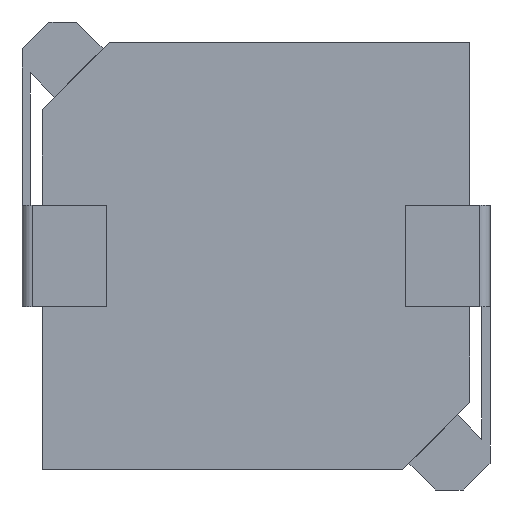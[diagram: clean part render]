
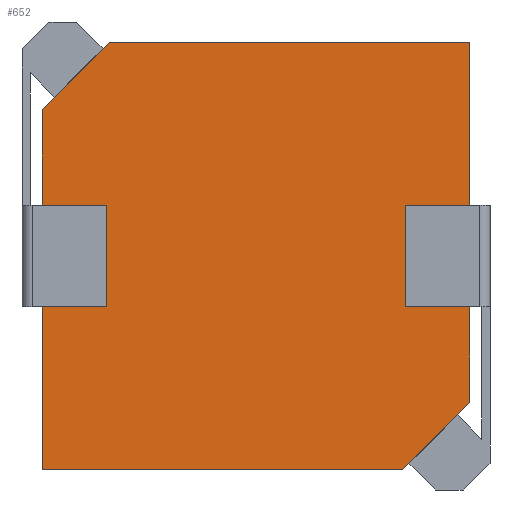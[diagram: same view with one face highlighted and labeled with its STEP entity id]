
A CAD part, front view. The second image highlights one B-rep face of the part: STEP entity #652.
In plain terms, the highlighted planar face has unit normal (0, -1, 0).
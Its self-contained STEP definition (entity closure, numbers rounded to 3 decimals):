
#1=DIRECTION('',(1.,0.,0.));
#2=VECTOR('',#1,1.9);
#3=CARTESIAN_POINT('',(-6.35,0.,1.5));
#4=LINE('',#3,#2);
#5=DIRECTION('',(0.,0.,1.));
#6=VECTOR('',#5,2.85);
#7=CARTESIAN_POINT('',(-6.35,0.,1.5));
#8=LINE('',#7,#6);
#9=DIRECTION('',(0.707,0.,0.707));
#10=VECTOR('',#9,2.828);
#11=CARTESIAN_POINT('',(-6.35,0.,4.35));
#12=LINE('',#11,#10);
#13=DIRECTION('',(1.,0.,0.));
#14=VECTOR('',#13,10.7);
#15=CARTESIAN_POINT('',(-4.35,0.,6.35));
#16=LINE('',#15,#14);
#17=DIRECTION('',(0.,0.,-1.));
#18=VECTOR('',#17,4.85);
#19=CARTESIAN_POINT('',(6.35,0.,6.35));
#20=LINE('',#19,#18);
#21=DIRECTION('',(-1.,0.,0.));
#22=VECTOR('',#21,1.9);
#23=CARTESIAN_POINT('',(6.35,0.,1.5));
#24=LINE('',#23,#22);
#25=DIRECTION('',(0.,0.,1.));
#26=VECTOR('',#25,3.);
#27=CARTESIAN_POINT('',(4.45,0.,-1.5));
#28=LINE('',#27,#26);
#29=DIRECTION('',(-1.,0.,0.));
#30=VECTOR('',#29,1.9);
#31=CARTESIAN_POINT('',(6.35,0.,-1.5));
#32=LINE('',#31,#30);
#33=DIRECTION('',(0.,0.,-1.));
#34=VECTOR('',#33,2.85);
#35=CARTESIAN_POINT('',(6.35,0.,-1.5));
#36=LINE('',#35,#34);
#37=DIRECTION('',(-0.707,0.,-0.707));
#38=VECTOR('',#37,2.828);
#39=CARTESIAN_POINT('',(6.35,0.,-4.35));
#40=LINE('',#39,#38);
#41=DIRECTION('',(-1.,0.,0.));
#42=VECTOR('',#41,10.7);
#43=CARTESIAN_POINT('',(4.35,0.,-6.35));
#44=LINE('',#43,#42);
#45=DIRECTION('',(0.,0.,1.));
#46=VECTOR('',#45,4.85);
#47=CARTESIAN_POINT('',(-6.35,0.,-6.35));
#48=LINE('',#47,#46);
#49=DIRECTION('',(1.,0.,0.));
#50=VECTOR('',#49,1.9);
#51=CARTESIAN_POINT('',(-6.35,0.,-1.5));
#52=LINE('',#51,#50);
#53=DIRECTION('',(0.,0.,-1.));
#54=VECTOR('',#53,3.);
#55=CARTESIAN_POINT('',(-4.45,0.,1.5));
#56=LINE('',#55,#54);
#473=CARTESIAN_POINT('',(-6.35,0.,1.5));
#474=CARTESIAN_POINT('',(-4.45,0.,1.5));
#475=VERTEX_POINT('',#473);
#476=VERTEX_POINT('',#474);
#477=CARTESIAN_POINT('',(-4.45,0.,-1.5));
#478=VERTEX_POINT('',#477);
#479=CARTESIAN_POINT('',(-6.35,0.,-1.5));
#480=VERTEX_POINT('',#479);
#481=CARTESIAN_POINT('',(6.35,0.,-1.5));
#482=CARTESIAN_POINT('',(4.45,0.,-1.5));
#483=VERTEX_POINT('',#481);
#484=VERTEX_POINT('',#482);
#485=CARTESIAN_POINT('',(4.45,0.,1.5));
#486=VERTEX_POINT('',#485);
#487=CARTESIAN_POINT('',(6.35,0.,1.5));
#488=VERTEX_POINT('',#487);
#489=CARTESIAN_POINT('',(-6.35,0.,4.35));
#490=CARTESIAN_POINT('',(-4.35,0.,6.35));
#491=VERTEX_POINT('',#489);
#492=VERTEX_POINT('',#490);
#493=CARTESIAN_POINT('',(6.35,0.,6.35));
#494=VERTEX_POINT('',#493);
#495=CARTESIAN_POINT('',(6.35,0.,-4.35));
#496=CARTESIAN_POINT('',(4.35,0.,-6.35));
#497=VERTEX_POINT('',#495);
#498=VERTEX_POINT('',#496);
#499=CARTESIAN_POINT('',(-6.35,0.,-6.35));
#500=VERTEX_POINT('',#499);
#617=CARTESIAN_POINT('',(0.,0.,0.));
#618=DIRECTION('',(0.,1.,0.));
#619=DIRECTION('',(1.,0.,0.));
#620=AXIS2_PLACEMENT_3D('',#617,#618,#619);
#621=PLANE('',#620);
#623=ORIENTED_EDGE('',*,*,#622,.F.);
#625=ORIENTED_EDGE('',*,*,#624,.T.);
#627=ORIENTED_EDGE('',*,*,#626,.T.);
#629=ORIENTED_EDGE('',*,*,#628,.T.);
#631=ORIENTED_EDGE('',*,*,#630,.T.);
#633=ORIENTED_EDGE('',*,*,#632,.T.);
#635=ORIENTED_EDGE('',*,*,#634,.F.);
#637=ORIENTED_EDGE('',*,*,#636,.F.);
#639=ORIENTED_EDGE('',*,*,#638,.T.);
#641=ORIENTED_EDGE('',*,*,#640,.T.);
#643=ORIENTED_EDGE('',*,*,#642,.T.);
#645=ORIENTED_EDGE('',*,*,#644,.T.);
#647=ORIENTED_EDGE('',*,*,#646,.T.);
#649=ORIENTED_EDGE('',*,*,#648,.F.);
#650=EDGE_LOOP('',(#623,#625,#627,#629,#631,#633,#635,#637,#639,#641,#643,#645,
#647,#649));
#651=FACE_OUTER_BOUND('',#650,.F.);
#622=EDGE_CURVE('',#475,#476,#4,.T.);
#624=EDGE_CURVE('',#475,#491,#8,.T.);
#626=EDGE_CURVE('',#491,#492,#12,.T.);
#628=EDGE_CURVE('',#492,#494,#16,.T.);
#630=EDGE_CURVE('',#494,#488,#20,.T.);
#632=EDGE_CURVE('',#488,#486,#24,.T.);
#634=EDGE_CURVE('',#484,#486,#28,.T.);
#636=EDGE_CURVE('',#483,#484,#32,.T.);
#638=EDGE_CURVE('',#483,#497,#36,.T.);
#640=EDGE_CURVE('',#497,#498,#40,.T.);
#642=EDGE_CURVE('',#498,#500,#44,.T.);
#644=EDGE_CURVE('',#500,#480,#48,.T.);
#646=EDGE_CURVE('',#480,#478,#52,.T.);
#648=EDGE_CURVE('',#476,#478,#56,.T.);
#652=ADVANCED_FACE('',(#651),#621,.F.);
